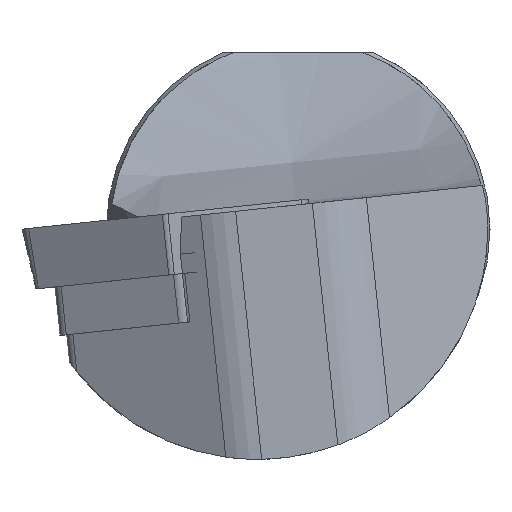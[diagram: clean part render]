
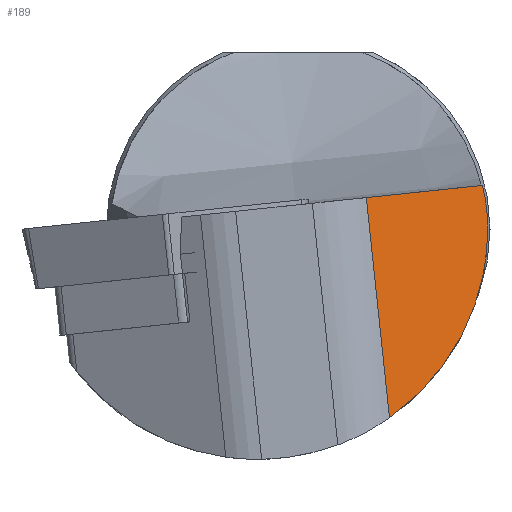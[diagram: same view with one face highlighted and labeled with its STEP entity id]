
A CAD part, left-side view. The second image highlights one B-rep face of the part: STEP entity #189.
In plain terms, the highlighted planar face has unit normal (-0.707, -0.703, 0.074).
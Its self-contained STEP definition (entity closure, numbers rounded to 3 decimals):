
#151=ELLIPSE('',#1029,21.213,15.);
#152=ELLIPSE('',#1030,17.466,12.35);
#189=ADVANCED_FACE('',(#266),#237,.F.);
#237=PLANE('',#1031);
#266=FACE_OUTER_BOUND('',#315,.T.);
#315=EDGE_LOOP('',(#564,#565,#566,#567));
#363=LINE('',#1372,#434);
#391=LINE('',#1494,#462);
#434=VECTOR('',#1118,1.);
#462=VECTOR('',#1176,1.);
#564=ORIENTED_EDGE('',*,*,#858,.F.);
#565=ORIENTED_EDGE('',*,*,#899,.F.);
#566=ORIENTED_EDGE('',*,*,#900,.T.);
#567=ORIENTED_EDGE('',*,*,#901,.T.);
#772=VERTEX_POINT('',#1371);
#773=VERTEX_POINT('',#1373);
#802=VERTEX_POINT('',#1495);
#803=VERTEX_POINT('',#1497);
#858=EDGE_CURVE('',#772,#773,#363,.T.);
#899=EDGE_CURVE('',#802,#772,#391,.T.);
#900=EDGE_CURVE('',#802,#803,#151,.T.);
#901=EDGE_CURVE('',#803,#773,#152,.T.);
#1029=AXIS2_PLACEMENT_3D('',#1496,#1177,#1178);
#1030=AXIS2_PLACEMENT_3D('',#1498,#1179,#1180);
#1031=AXIS2_PLACEMENT_3D('',#1499,#1181,#1182);
#1118=DIRECTION('',(0.707,-0.703,0.074));
#1176=DIRECTION('',(0.,0.105,0.995));
#1177=DIRECTION('',(-0.707,-0.703,0.074));
#1178=DIRECTION('',(0.707,-0.703,0.074));
#1179=DIRECTION('',(-0.707,-0.703,0.074));
#1180=DIRECTION('',(0.707,-0.703,0.074));
#1181=DIRECTION('',(0.707,0.703,-0.074));
#1182=DIRECTION('',(0.705,-0.709,0.));
#1371=CARTESIAN_POINT('',(1.464,-4.44,2.057));
#1372=CARTESIAN_POINT('',(1.464,-4.44,2.057));
#1373=CARTESIAN_POINT('',(9.082,-12.016,2.854));
#1494=CARTESIAN_POINT('',(1.464,-6.499,-17.535));
#1495=CARTESIAN_POINT('',(1.464,-5.948,-12.291));
#1496=CARTESIAN_POINT('',(-5.802,2.65,0.));
#1497=CARTESIAN_POINT('',(9.116,-12.35,0.));
#1498=CARTESIAN_POINT('',(-3.167,0.,0.));
#1499=CARTESIAN_POINT('',(1.464,-6.499,-17.535));
